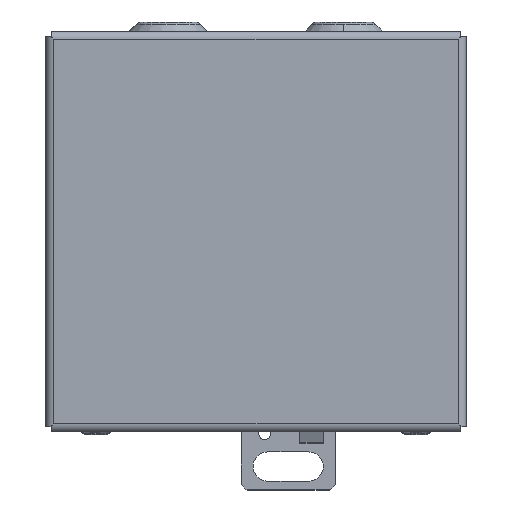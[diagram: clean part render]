
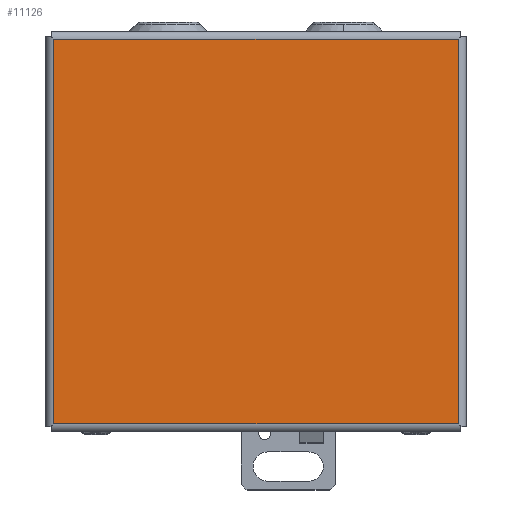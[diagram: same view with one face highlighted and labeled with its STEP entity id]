
A CAD part, top view. The second image highlights one B-rep face of the part: STEP entity #11126.
In plain terms, the highlighted planar face has unit normal (0, 0, 1).
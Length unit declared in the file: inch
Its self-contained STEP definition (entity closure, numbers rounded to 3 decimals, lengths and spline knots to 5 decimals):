
#144 = CARTESIAN_POINT ( 'NONE',  ( 2.1585, -4.135, 6.0285 ) ) ;
#615 = LINE ( 'NONE', #4303, #9391 ) ;
#896 = CARTESIAN_POINT ( 'NONE',  ( -2.1585, -4.135, 6.0285 ) ) ;
#1118 = EDGE_CURVE ( 'NONE', #15094, #14145, #6202, .T. ) ;
#1131 = ORIENTED_EDGE ( 'NONE', *, *, #9547, .F. ) ;
#1498 = CARTESIAN_POINT ( 'NONE',  ( 2.1585, -4.135, 6.0285 ) ) ;
#2207 = ORIENTED_EDGE ( 'NONE', *, *, #5211, .F. ) ;
#2284 = VECTOR ( 'NONE', #3569, 39.37008 ) ;
#3569 = DIRECTION ( 'NONE',  ( 0., 1., 0. ) ) ;
#3618 = ORIENTED_EDGE ( 'NONE', *, *, #11204, .F. ) ;
#4303 = CARTESIAN_POINT ( 'NONE',  ( 2.1585, -0.029, 6.0285 ) ) ;
#4678 = PLANE ( 'NONE',  #10314 ) ;
#5211 = EDGE_CURVE ( 'NONE', #8534, #15094, #615, .T. ) ;
#5483 = CARTESIAN_POINT ( 'NONE',  ( -2.1585, -4.135, 6.0285 ) ) ;
#5832 = VECTOR ( 'NONE', #6125, 39.37008 ) ;
#5857 = CARTESIAN_POINT ( 'NONE',  ( 2.1585, -0.029, 6.0285 ) ) ;
#6125 = DIRECTION ( 'NONE',  ( -1., 0., 0. ) ) ;
#6202 = LINE ( 'NONE', #144, #5832 ) ;
#6953 = DIRECTION ( 'NONE',  ( 0., 0., 1. ) ) ;
#7034 = DIRECTION ( 'NONE',  ( -1., 0., 0. ) ) ;
#7121 = FACE_OUTER_BOUND ( 'NONE', #12454, .T. ) ;
#7771 = LINE ( 'NONE', #14933, #11802 ) ;
#8534 = VERTEX_POINT ( 'NONE', #13572 ) ;
#9307 = ORIENTED_EDGE ( 'NONE', *, *, #1118, .F. ) ;
#9391 = VECTOR ( 'NONE', #10147, 39.37008 ) ;
#9547 = EDGE_CURVE ( 'NONE', #10156, #8534, #7771, .T. ) ;
#10147 = DIRECTION ( 'NONE',  ( 0., -1., 0. ) ) ;
#10156 = VERTEX_POINT ( 'NONE', #14074 ) ;
#10314 = AXIS2_PLACEMENT_3D ( 'NONE', #5857, #6953, #7034 ) ;
#10663 = LINE ( 'NONE', #896, #2284 ) ;
#11126 = ADVANCED_FACE ( 'NONE', ( #7121 ), #4678, .T. ) ;
#11204 = EDGE_CURVE ( 'NONE', #14145, #10156, #10663, .T. ) ;
#11466 = DIRECTION ( 'NONE',  ( 1., 0., 0. ) ) ;
#11802 = VECTOR ( 'NONE', #11466, 39.37008 ) ;
#12454 = EDGE_LOOP ( 'NONE', ( #3618, #9307, #2207, #1131 ) ) ;
#13572 = CARTESIAN_POINT ( 'NONE',  ( 2.1585, -0.029, 6.0285 ) ) ;
#14074 = CARTESIAN_POINT ( 'NONE',  ( -2.1585, -0.029, 6.0285 ) ) ;
#14145 = VERTEX_POINT ( 'NONE', #5483 ) ;
#14933 = CARTESIAN_POINT ( 'NONE',  ( -2.1585, -0.029, 6.0285 ) ) ;
#15094 = VERTEX_POINT ( 'NONE', #1498 ) ;
